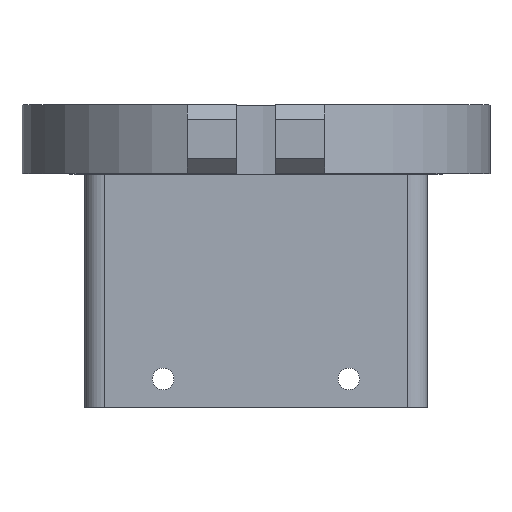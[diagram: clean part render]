
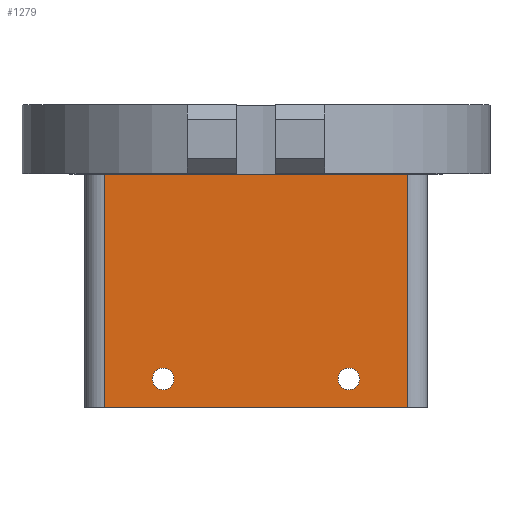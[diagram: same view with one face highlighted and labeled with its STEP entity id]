
A CAD part, top view. The second image highlights one B-rep face of the part: STEP entity #1279.
In plain terms, the highlighted planar face has unit normal (0, 0, 1).
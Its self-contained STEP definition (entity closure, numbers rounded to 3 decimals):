
#442 = VERTEX_POINT('',#443);
#443 = CARTESIAN_POINT('',(15.456,15.5,16.424));
#502 = EDGE_CURVE('',#503,#442,#505,.T.);
#503 = VERTEX_POINT('',#504);
#504 = CARTESIAN_POINT('',(15.456,-8.25,16.424));
#505 = LINE('',#506,#507);
#506 = CARTESIAN_POINT('',(15.456,-8.25,16.424));
#507 = VECTOR('',#508,1.);
#508 = DIRECTION('',(0.,1.,0.));
#763 = EDGE_CURVE('',#764,#766,#768,.T.);
#764 = VERTEX_POINT('',#765);
#765 = CARTESIAN_POINT('',(-15.456,-8.25,16.424));
#766 = VERTEX_POINT('',#767);
#767 = CARTESIAN_POINT('',(-15.456,15.5,16.424));
#768 = LINE('',#769,#770);
#769 = CARTESIAN_POINT('',(-15.456,6.75,16.424));
#770 = VECTOR('',#771,1.);
#771 = DIRECTION('',(0.,1.,0.));
#887 = EDGE_CURVE('',#766,#442,#888,.T.);
#888 = LINE('',#889,#890);
#889 = CARTESIAN_POINT('',(-15.456,15.5,16.424));
#890 = VECTOR('',#891,1.);
#891 = DIRECTION('',(1.,0.,0.));
#1279 = ADVANCED_FACE('',(#1280,#1291,#1302),#1313,.T.);
#1280 = FACE_BOUND('',#1281,.T.);
#1281 = EDGE_LOOP('',(#1282,#1288,#1289,#1290));
#1282 = ORIENTED_EDGE('',*,*,#1283,.F.);
#1283 = EDGE_CURVE('',#503,#764,#1284,.T.);
#1284 = LINE('',#1285,#1286);
#1285 = CARTESIAN_POINT('',(15.456,-8.25,16.424));
#1286 = VECTOR('',#1287,1.);
#1287 = DIRECTION('',(-1.,0.,0.));
#1288 = ORIENTED_EDGE('',*,*,#502,.T.);
#1289 = ORIENTED_EDGE('',*,*,#887,.F.);
#1290 = ORIENTED_EDGE('',*,*,#763,.F.);
#1291 = FACE_BOUND('',#1292,.T.);
#1292 = EDGE_LOOP('',(#1293));
#1293 = ORIENTED_EDGE('',*,*,#1294,.F.);
#1294 = EDGE_CURVE('',#1295,#1295,#1297,.T.);
#1295 = VERTEX_POINT('',#1296);
#1296 = CARTESIAN_POINT('',(10.552,-5.35,16.424));
#1297 = CIRCLE('',#1298,1.1);
#1298 = AXIS2_PLACEMENT_3D('',#1299,#1300,#1301);
#1299 = CARTESIAN_POINT('',(9.452,-5.35,16.424));
#1300 = DIRECTION('',(0.,0.,1.));
#1301 = DIRECTION('',(1.,0.,0.));
#1302 = FACE_BOUND('',#1303,.T.);
#1303 = EDGE_LOOP('',(#1304));
#1304 = ORIENTED_EDGE('',*,*,#1305,.F.);
#1305 = EDGE_CURVE('',#1306,#1306,#1308,.T.);
#1306 = VERTEX_POINT('',#1307);
#1307 = CARTESIAN_POINT('',(-8.352,-5.35,16.424));
#1308 = CIRCLE('',#1309,1.1);
#1309 = AXIS2_PLACEMENT_3D('',#1310,#1311,#1312);
#1310 = CARTESIAN_POINT('',(-9.452,-5.35,16.424));
#1311 = DIRECTION('',(0.,0.,1.));
#1312 = DIRECTION('',(1.,0.,0.));
#1313 = PLANE('',#1314);
#1314 = AXIS2_PLACEMENT_3D('',#1315,#1316,#1317);
#1315 = CARTESIAN_POINT('',(0.,3.625,16.424));
#1316 = DIRECTION('',(0.,0.,1.));
#1317 = DIRECTION('',(0.,-1.,0.));
